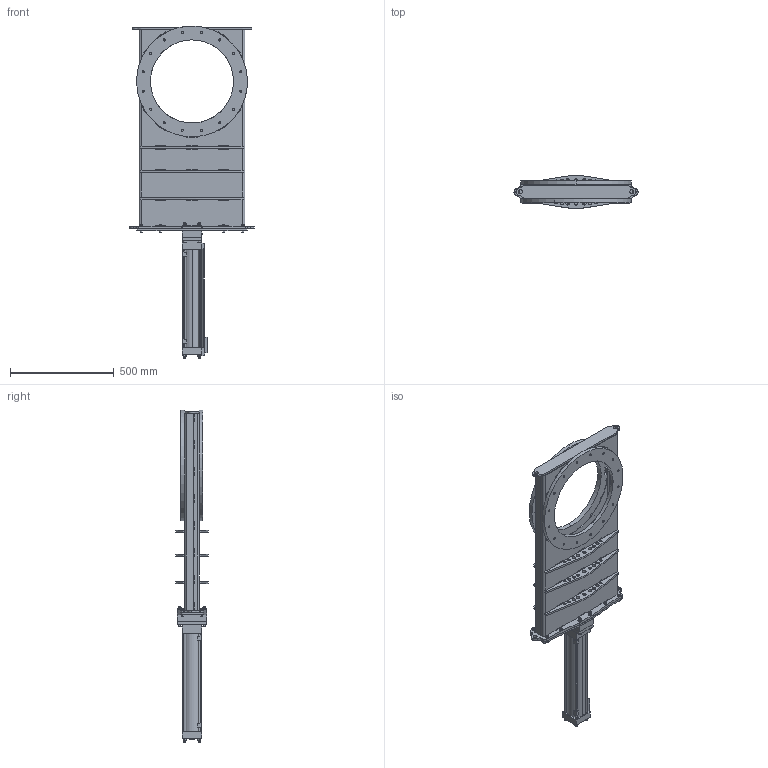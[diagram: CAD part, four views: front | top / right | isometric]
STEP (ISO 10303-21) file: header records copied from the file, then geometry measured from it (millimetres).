
FILE_DESCRIPTION (( 'STEP AP203' ), '1' );
FILE_NAME ('116208-10.STEP', '2014-09-22T19:53:40', ( '' ), ( '' ), 'SwSTEP 2.0', 'SolidWorks 2014', '' );
FILE_SCHEMA (( 'CONFIG_CONTROL_DESIGN' ));
Length unit declared in the file: inch
Products named in the file (1): 116208-10
Bounding box: 596.84 x 157.99 x 1597.42 mm (x, y, z)
Surface area: 2861229.9 mm2 (no closed solid volume)
Topology: 0 solids, 127 shells, 876 faces, 3128 edges, 2328 vertices
Faces by surface type: plane 422, cylinder 360, cone 94
Entity records: 35284 total; most frequent: CARTESIAN_POINT 8186, DIRECTION 5708, ORIENTED_EDGE 4741, EDGE_CURVE 3112, VERTEX_POINT 2328, AXIS2_PLACEMENT_3D 1986, LINE 1736, VECTOR 1736
